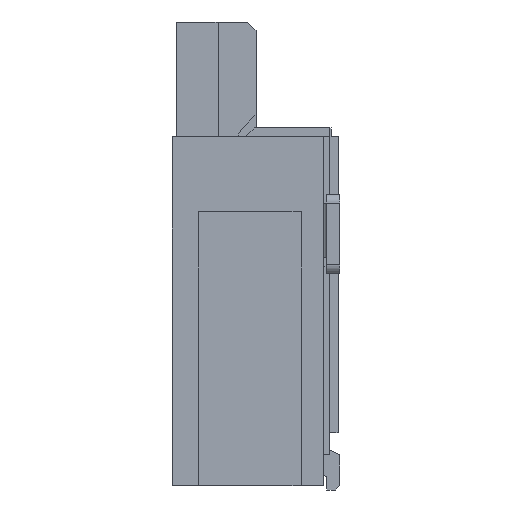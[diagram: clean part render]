
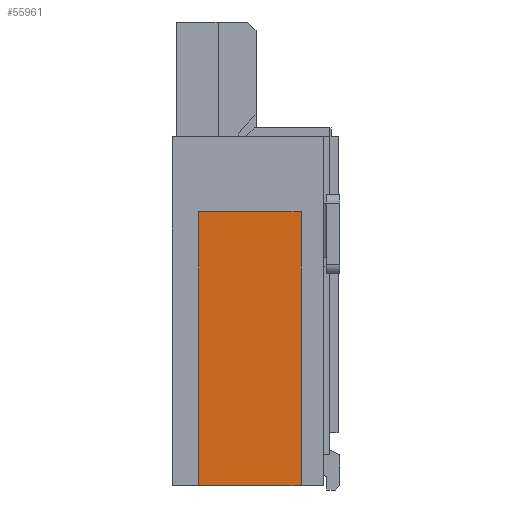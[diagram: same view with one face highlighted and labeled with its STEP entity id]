
A CAD part, left-side view. The second image highlights one B-rep face of the part: STEP entity #55961.
In plain terms, the highlighted planar face has unit normal (-1, 0, 0).
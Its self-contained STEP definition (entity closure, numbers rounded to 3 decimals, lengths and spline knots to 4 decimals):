
#16505=DIRECTION('',(0.,1.,0.));
#16506=VECTOR('',#16505,1.16);
#16507=CARTESIAN_POINT('',(-14.6,0.42,-1.25));
#16508=LINE('',#16507,#16506);
#16545=DIRECTION('',(0.,0.,-1.));
#16546=VECTOR('',#16545,3.1);
#16547=CARTESIAN_POINT('',(-14.6,1.58,1.85));
#16548=LINE('',#16547,#16546);
#16549=DIRECTION('',(0.,1.,0.));
#16550=VECTOR('',#16549,1.16);
#16551=CARTESIAN_POINT('',(-14.6,0.42,1.85));
#16552=LINE('',#16551,#16550);
#16553=DIRECTION('',(0.,0.,1.));
#16554=VECTOR('',#16553,3.1);
#16555=CARTESIAN_POINT('',(-14.6,0.42,-1.25));
#16556=LINE('',#16555,#16554);
#31027=CARTESIAN_POINT('',(-14.6,0.42,1.85));
#31028=CARTESIAN_POINT('',(-14.6,1.58,1.85));
#31029=VERTEX_POINT('',#31027);
#31030=VERTEX_POINT('',#31028);
#31039=CARTESIAN_POINT('',(-14.6,0.42,-1.25));
#31040=CARTESIAN_POINT('',(-14.6,1.58,-1.25));
#31041=VERTEX_POINT('',#31039);
#31042=VERTEX_POINT('',#31040);
#55948=CARTESIAN_POINT('',(-14.6,0.,0.));
#55949=DIRECTION('',(-1.,0.,0.));
#55950=DIRECTION('',(0.,0.,1.));
#55951=AXIS2_PLACEMENT_3D('',#55948,#55949,#55950);
#55952=PLANE('',#55951);
#55953=ORIENTED_EDGE('',*,*,#55912,.T.);
#55955=ORIENTED_EDGE('',*,*,#55954,.F.);
#55957=ORIENTED_EDGE('',*,*,#55956,.F.);
#55958=ORIENTED_EDGE('',*,*,#55900,.F.);
#55959=EDGE_LOOP('',(#55953,#55955,#55957,#55958));
#55960=FACE_OUTER_BOUND('',#55959,.F.);
#55961=ADVANCED_FACE('',(#55960),#55952,.T.);
#55900=EDGE_CURVE('',#31041,#31029,#16556,.T.);
#55912=EDGE_CURVE('',#31041,#31042,#16508,.T.);
#55954=EDGE_CURVE('',#31030,#31042,#16548,.T.);
#55956=EDGE_CURVE('',#31029,#31030,#16552,.T.);
